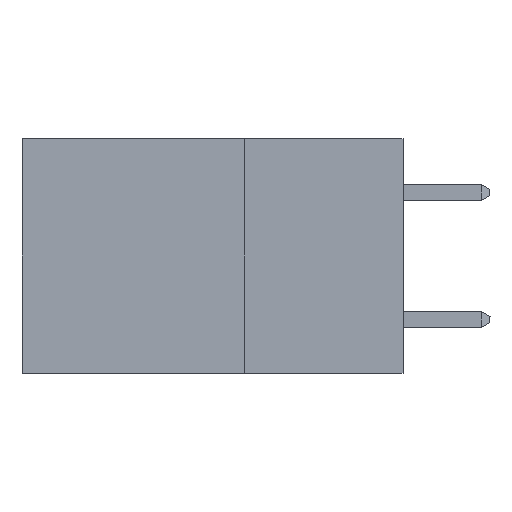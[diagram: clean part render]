
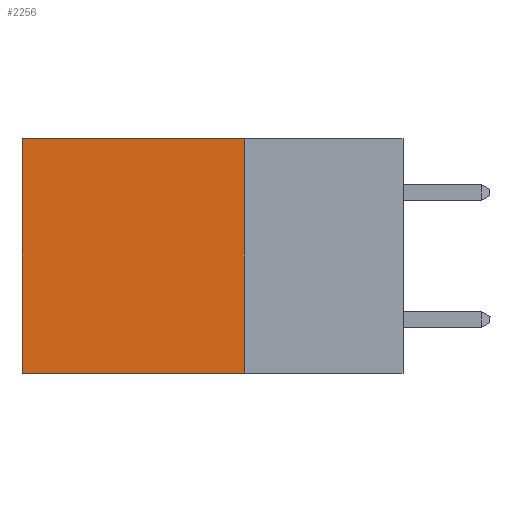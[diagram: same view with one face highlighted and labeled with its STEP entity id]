
A CAD part, left-side view. The second image highlights one B-rep face of the part: STEP entity #2256.
In plain terms, the highlighted planar face has unit normal (-1, 0, 0).
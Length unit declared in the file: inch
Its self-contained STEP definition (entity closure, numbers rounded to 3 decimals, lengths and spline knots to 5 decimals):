
#279 = DIRECTION ( 'NONE',  ( 0., 0., -1. ) ) ;
#943 = VECTOR ( 'NONE', #14690, 39.37008 ) ;
#1928 = CARTESIAN_POINT ( 'NONE',  ( 0.2875, 0.25, 0. ) ) ;
#2256 = ADVANCED_FACE ( 'NONE', ( #13969 ), #4770, .F. ) ;
#2270 = VERTEX_POINT ( 'NONE', #13832 ) ;
#2753 = CARTESIAN_POINT ( 'NONE',  ( 0.2875, 0.25, 0. ) ) ;
#3308 = CARTESIAN_POINT ( 'NONE',  ( 0.2875, 0.6, 0. ) ) ;
#4770 = PLANE ( 'NONE',  #14283 ) ;
#5071 = LINE ( 'NONE', #18825, #9961 ) ;
#5417 = EDGE_CURVE ( 'NONE', #6942, #13859, #16884, .T. ) ;
#6675 = VECTOR ( 'NONE', #18862, 39.37008 ) ;
#6942 = VERTEX_POINT ( 'NONE', #2753 ) ;
#7876 = EDGE_CURVE ( 'NONE', #10836, #2270, #5071, .T. ) ;
#8048 = EDGE_CURVE ( 'NONE', #6942, #10836, #13956, .T. ) ;
#8681 = ORIENTED_EDGE ( 'NONE', *, *, #8048, .T. ) ;
#8690 = CARTESIAN_POINT ( 'NONE',  ( 0.2875, 0.25, -0.37 ) ) ;
#9331 = LINE ( 'NONE', #8690, #943 ) ;
#9910 = DIRECTION ( 'NONE',  ( 0., 0., -1. ) ) ;
#9961 = VECTOR ( 'NONE', #9910, 39.37008 ) ;
#10572 = VECTOR ( 'NONE', #18183, 39.37008 ) ;
#10836 = VERTEX_POINT ( 'NONE', #3308 ) ;
#11540 = EDGE_CURVE ( 'NONE', #13859, #2270, #9331, .T. ) ;
#13832 = CARTESIAN_POINT ( 'NONE',  ( 0.2875, 0.6, -0.37 ) ) ;
#13859 = VERTEX_POINT ( 'NONE', #14725 ) ;
#13956 = LINE ( 'NONE', #18614, #6675 ) ;
#13969 = FACE_OUTER_BOUND ( 'NONE', #17306, .T. ) ;
#14283 = AXIS2_PLACEMENT_3D ( 'NONE', #1928, #18283, #279 ) ;
#14572 = ORIENTED_EDGE ( 'NONE', *, *, #7876, .T. ) ;
#14690 = DIRECTION ( 'NONE',  ( 0., 1., 0. ) ) ;
#14725 = CARTESIAN_POINT ( 'NONE',  ( 0.2875, 0.25, -0.37 ) ) ;
#15227 = CARTESIAN_POINT ( 'NONE',  ( 0.2875, 0.25, 0. ) ) ;
#16884 = LINE ( 'NONE', #15227, #10572 ) ;
#17306 = EDGE_LOOP ( 'NONE', ( #14572, #18191, #19116, #8681 ) ) ;
#18183 = DIRECTION ( 'NONE',  ( 0., 0., -1. ) ) ;
#18191 = ORIENTED_EDGE ( 'NONE', *, *, #11540, .F. ) ;
#18283 = DIRECTION ( 'NONE',  ( 1., 0., 0. ) ) ;
#18614 = CARTESIAN_POINT ( 'NONE',  ( 0.2875, 0.25, 0. ) ) ;
#18825 = CARTESIAN_POINT ( 'NONE',  ( 0.2875, 0.6, 0. ) ) ;
#18862 = DIRECTION ( 'NONE',  ( 0., 1., 0. ) ) ;
#19116 = ORIENTED_EDGE ( 'NONE', *, *, #5417, .F. ) ;
